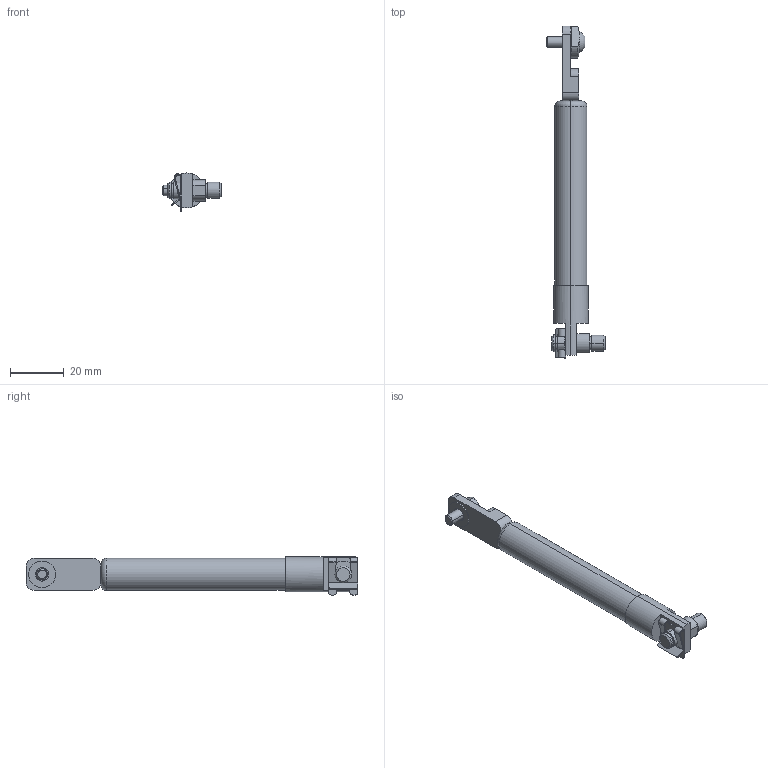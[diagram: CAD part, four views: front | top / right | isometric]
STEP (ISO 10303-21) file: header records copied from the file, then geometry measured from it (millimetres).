
FILE_DESCRIPTION (( 'STEP AP214' ), '1' );
FILE_NAME ('INGUN_51770.STEP', '2023-11-29T10:09:19', ( '' ), ( '' ), 'SwSTEP 2.0', 'SolidWorks 2021', '' );
FILE_SCHEMA (( 'AUTOMOTIVE_DESIGN' ));
Length unit declared in the file: millimetre
Products named in the file (11): 49317~0; 47567~2_S; 51863__Kolbenstange~0_S; ISO7380~n_M04,0x012; 113482~1_S; 57801~2_S; 51862~0_S; 51863_Zylinder~0_ohne auge <S>; INGUN_51770; 51863~0_ohne Auge <S>; DIN988~n_05x10x0,3
Assembly tree (10 placements, depth 3):
  INGUN_51770
    51863~0_ohne Auge <S>
      51863_Zylinder~0_ohne auge <S>
      51863__Kolbenstange~0_S
    51862~0_S
    47567~2_S
    DIN988~n_05x10x0,3
    ISO7380~n_M04,0x012
    113482~1_S
    49317~0
    57801~2_S
Bounding box: 21.8 x 124 x 14.2 mm (x, y, z)
Volume: 13605.2 mm3; surface area: 9089.3 mm2
Topology: 10 solids, 10 shells, 177 faces, 432 edges, 282 vertices
Faces by surface type: cylinder 90, plane 63, cone 12, torus 6, bspline 6
Entity records: 6008 total; most frequent: CARTESIAN_POINT 1081, DIRECTION 994, ORIENTED_EDGE 862, EDGE_CURVE 431, AXIS2_PLACEMENT_3D 397, VERTEX_POINT 282, CIRCLE 212, VECTOR 200
